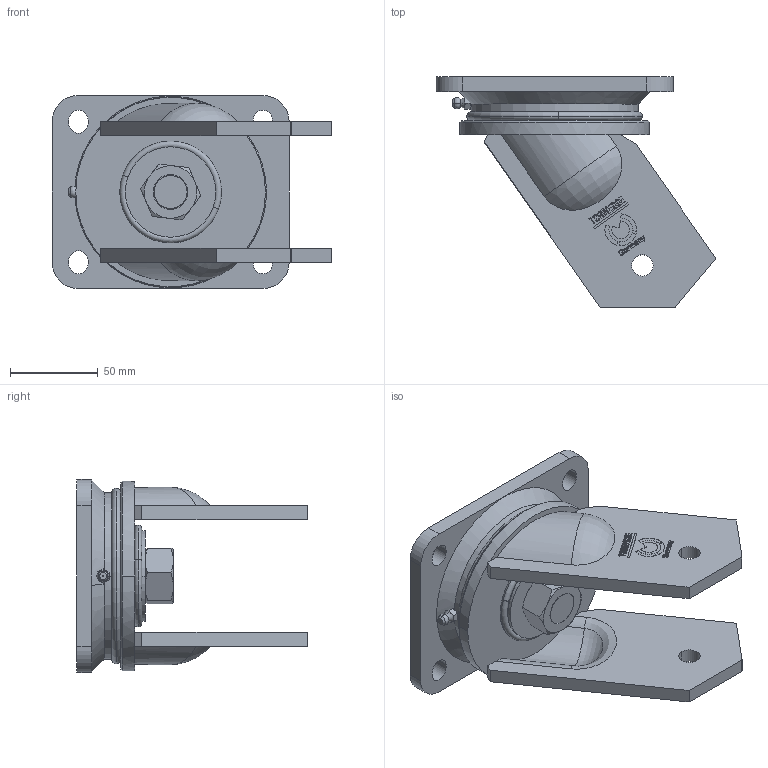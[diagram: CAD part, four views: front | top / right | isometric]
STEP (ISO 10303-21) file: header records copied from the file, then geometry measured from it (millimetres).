
FILE_DESCRIPTION (( 'STEP AP214' ), '1' );
FILE_NAME ('0019239.step', '2022-06-24T09:20:43', ( '' ), ( '' ), 'SwSTEP 2.0', 'SolidWorks 2020', '' );
FILE_SCHEMA (( 'AUTOMOTIVE_DESIGN' ));
Length unit declared in the file: millimetre
Products named in the file (1): 0019239
Bounding box: 159.37 x 131.3 x 110 mm (x, y, z)
Volume: 451964.1 mm3; surface area: 118292.1 mm2
Topology: 8 solids, 8 shells, 658 faces, 1733 edges, 1135 vertices
Faces by surface type: plane 331, bspline 208, cylinder 66, cone 35, torus 16, sphere 2
Entity records: 32079 total; most frequent: CARTESIAN_POINT 10623, ORIENTED_EDGE 3456, DIRECTION 1964, EDGE_CURVE 1728, VERTEX_POINT 1134, B_SPLINE_CURVE_WITH_KNOTS 856, EDGE_LOOP 730, UNCERTAINTY_MEASURE_WITH_UNIT 668
